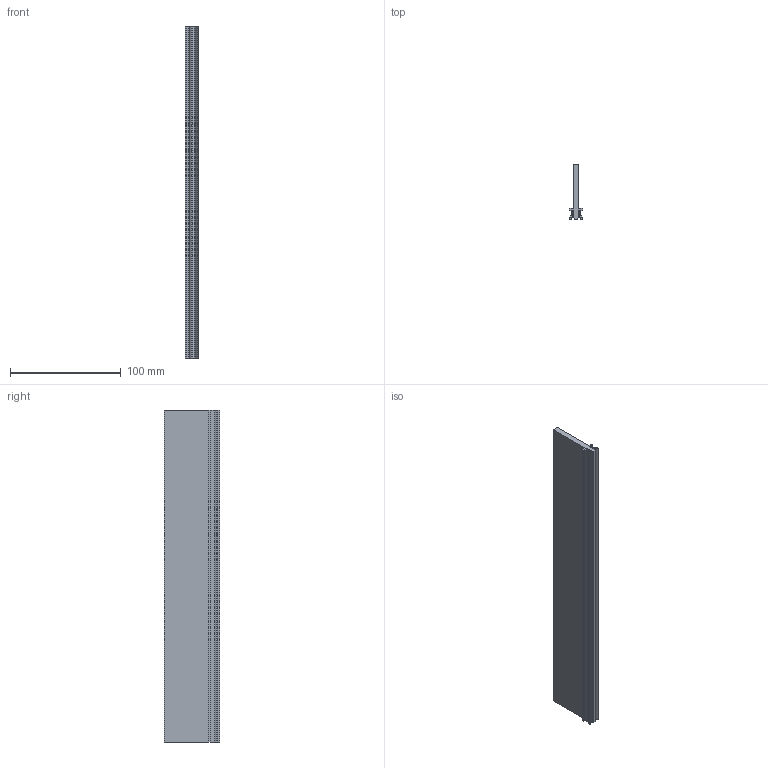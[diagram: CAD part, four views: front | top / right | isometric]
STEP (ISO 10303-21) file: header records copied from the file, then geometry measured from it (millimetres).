
FILE_DESCRIPTION (( 'STEP AP214' ), '1' );
FILE_NAME ('093SB40N08ESD.STEP', '2015-05-18T12:45:54', ( 'Admin' ), ( 'Hewlett-Packard Company' ), 'SwSTEP 2.0', 'SolidWorks 2014', '' );
FILE_SCHEMA (( 'AUTOMOTIVE_DESIGN' ));
Length unit declared in the file: millimetre
Products named in the file (1): 093SB40N08ESD
Bounding box: 12 x 49.83 x 300 mm (x, y, z)
Volume: 84383.5 mm3; surface area: 47626.7 mm2
Topology: 1 solids, 1 shells, 58 faces, 168 edges, 112 vertices
Faces by surface type: plane 32, cylinder 26
Entity records: 2592 total; most frequent: CARTESIAN_POINT 357, ORIENTED_EDGE 336, DIRECTION 326, EDGE_CURVE 168, VECTOR 116, LINE 116, VERTEX_POINT 112, AXIS2_PLACEMENT_3D 105
